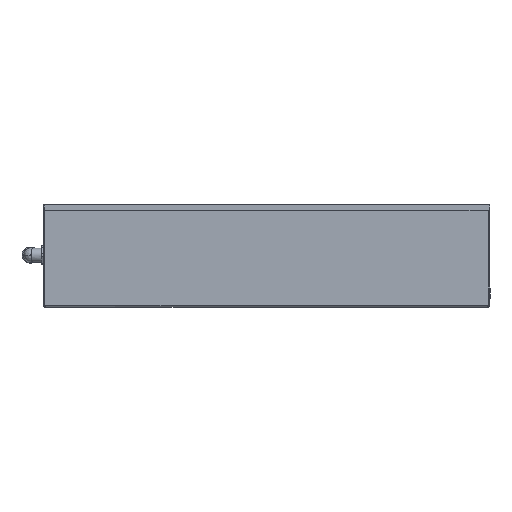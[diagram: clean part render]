
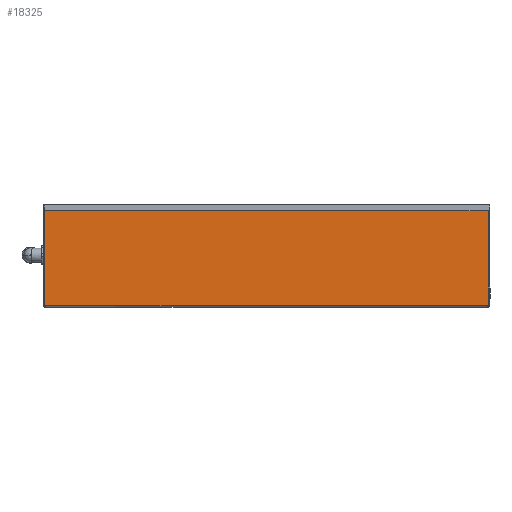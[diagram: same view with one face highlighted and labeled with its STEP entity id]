
A CAD part, front view. The second image highlights one B-rep face of the part: STEP entity #18325.
In plain terms, the highlighted planar face has unit normal (0, -1, 0).
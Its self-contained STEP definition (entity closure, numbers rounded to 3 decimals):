
#1339=PLANE('',#19305);
#2322=FACE_OUTER_BOUND('',#3390,.T.);
#3390=EDGE_LOOP('',(#15265,#15266,#15267,#15268));
#4965=LINE('',#29874,#6640);
#5018=LINE('',#30071,#6693);
#5019=LINE('',#30072,#6694);
#5020=LINE('',#30073,#6695);
#6640=VECTOR('',#22197,10.);
#6693=VECTOR('',#22404,10.);
#6694=VECTOR('',#22405,10.);
#6695=VECTOR('',#22406,10.);
#8571=VERTEX_POINT('',#29871);
#8572=VERTEX_POINT('',#29873);
#8638=VERTEX_POINT('',#30069);
#8639=VERTEX_POINT('',#30070);
#10828=EDGE_CURVE('',#8571,#8572,#4965,.T.);
#10920=EDGE_CURVE('',#8638,#8639,#5018,.T.);
#10921=EDGE_CURVE('',#8572,#8639,#5019,.T.);
#10922=EDGE_CURVE('',#8638,#8571,#5020,.T.);
#15265=ORIENTED_EDGE('',*,*,#10920,.T.);
#15266=ORIENTED_EDGE('',*,*,#10921,.F.);
#15267=ORIENTED_EDGE('',*,*,#10828,.F.);
#15268=ORIENTED_EDGE('',*,*,#10922,.F.);
#18325=ADVANCED_FACE('',(#2322),#1339,.F.);
#19305=AXIS2_PLACEMENT_3D('',#30068,#22402,#22403);
#22197=DIRECTION('',(1.,0.,0.));
#22402=DIRECTION('center_axis',(0.,1.,0.));
#22403=DIRECTION('ref_axis',(1.,0.,0.));
#22404=DIRECTION('',(1.,0.,0.));
#22405=DIRECTION('',(0.,0.,-1.));
#22406=DIRECTION('',(0.,0.,1.));
#29871=CARTESIAN_POINT('',(-298.288,-150.,130.));
#29873=CARTESIAN_POINT('',(298.288,-150.,130.));
#29874=CARTESIAN_POINT('',(-298.288,-150.,130.));
#30068=CARTESIAN_POINT('Origin',(0.,-150.,65.096));
#30069=CARTESIAN_POINT('',(-298.288,-150.,3.));
#30070=CARTESIAN_POINT('',(298.288,-150.,3.));
#30071=CARTESIAN_POINT('',(0.,-150.,3.));
#30072=CARTESIAN_POINT('',(298.288,-150.,3.));
#30073=CARTESIAN_POINT('',(-298.288,-150.,3.));
